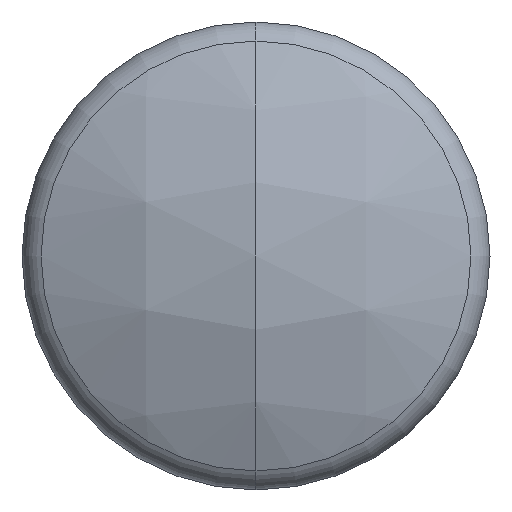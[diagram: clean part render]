
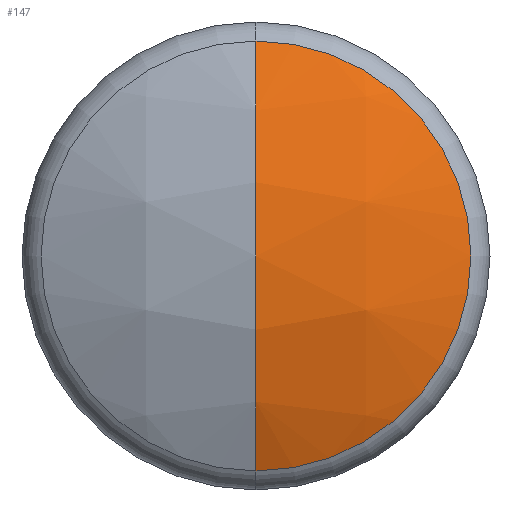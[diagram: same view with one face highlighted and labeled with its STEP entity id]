
A CAD part, left-side view. The second image highlights one B-rep face of the part: STEP entity #147.
In plain terms, the highlighted spherical face has radius 3000 mm.
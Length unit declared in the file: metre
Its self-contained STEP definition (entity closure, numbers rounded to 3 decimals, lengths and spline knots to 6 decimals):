
#11 = CARTESIAN_POINT ( 'NONE',  ( -14.75, 0., -2.61 ) ) ;
#15 = ORIENTED_EDGE ( 'NONE', *, *, #195, .F. ) ;
#24 = DIRECTION ( 'NONE',  ( 0., 0., -1. ) ) ;
#31 = AXIS2_PLACEMENT_3D ( 'NONE', #167, #247, #135 ) ;
#42 = CARTESIAN_POINT ( 'NONE',  ( -14.460524, 0., -2.61 ) ) ;
#46 = DIRECTION ( 'NONE',  ( 0., 1., 0. ) ) ;
#49 = CARTESIAN_POINT ( 'NONE',  ( -11.75, 0., -2.61 ) ) ;
#62 = EDGE_CURVE ( 'NONE', #151, #206, #227, .T. ) ;
#70 = AXIS2_PLACEMENT_3D ( 'NONE', #148, #46, #194 ) ;
#75 = EDGE_LOOP ( 'NONE', ( #77, #192, #15 ) ) ;
#77 = ORIENTED_EDGE ( 'NONE', *, *, #62, .T. ) ;
#83 = DIRECTION ( 'NONE',  ( -1., 0., 0. ) ) ;
#92 = SPHERICAL_SURFACE ( 'NONE', #31, 3. ) ;
#109 = DIRECTION ( 'NONE',  ( 0., -1., 0. ) ) ;
#135 = DIRECTION ( 'NONE',  ( 0., 0., -1. ) ) ;
#147 = ADVANCED_FACE ( 'NONE', ( #187 ), #92, .T. ) ;
#148 = CARTESIAN_POINT ( 'NONE',  ( -11.75, 0., -2.61 ) ) ;
#151 = VERTEX_POINT ( 'NONE', #199 ) ;
#163 = EDGE_CURVE ( 'NONE', #206, #274, #245, .T. ) ;
#167 = CARTESIAN_POINT ( 'NONE',  ( -11.75, 0., -2.61 ) ) ;
#178 = AXIS2_PLACEMENT_3D ( 'NONE', #42, #83, #24 ) ;
#187 = FACE_OUTER_BOUND ( 'NONE', #75, .T. ) ;
#192 = ORIENTED_EDGE ( 'NONE', *, *, #163, .T. ) ;
#194 = DIRECTION ( 'NONE',  ( 0., 0., 1. ) ) ;
#195 = EDGE_CURVE ( 'NONE', #151, #274, #220, .T. ) ;
#199 = CARTESIAN_POINT ( 'NONE',  ( -14.460524, 0., -3.895714 ) ) ;
#206 = VERTEX_POINT ( 'NONE', #241 ) ;
#220 = CIRCLE ( 'NONE', #70, 3. ) ;
#227 = CIRCLE ( 'NONE', #178, 1.285714 ) ;
#241 = CARTESIAN_POINT ( 'NONE',  ( -14.460524, 0., -1.324286 ) ) ;
#245 = CIRCLE ( 'NONE', #280, 3. ) ;
#247 = DIRECTION ( 'NONE',  ( 0., -1., 0. ) ) ;
#264 = DIRECTION ( 'NONE',  ( 0., 0., -1. ) ) ;
#274 = VERTEX_POINT ( 'NONE', #11 ) ;
#280 = AXIS2_PLACEMENT_3D ( 'NONE', #49, #109, #264 ) ;
